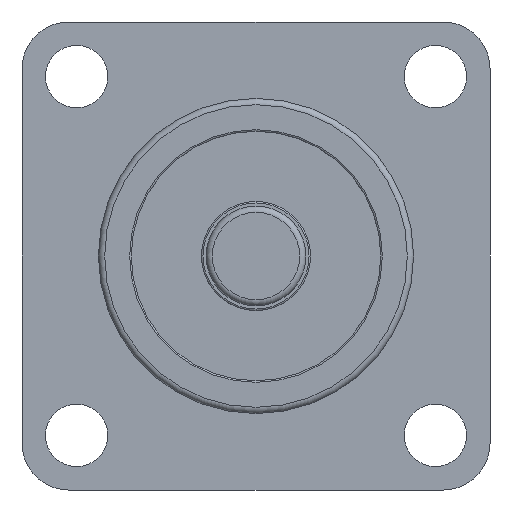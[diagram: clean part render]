
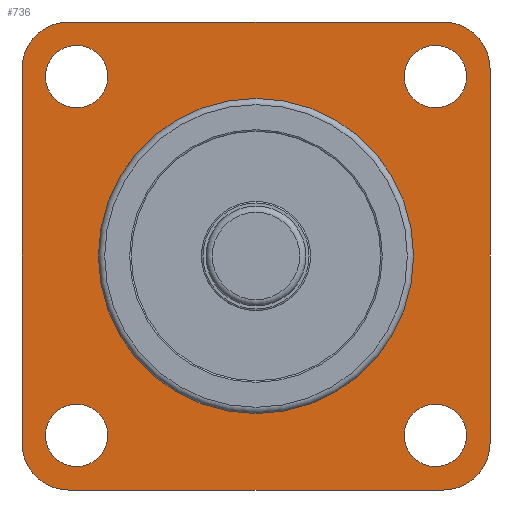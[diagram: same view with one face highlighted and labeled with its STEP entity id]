
A CAD part, front view. The second image highlights one B-rep face of the part: STEP entity #736.
In plain terms, the highlighted planar face has unit normal (0, -1, 0).
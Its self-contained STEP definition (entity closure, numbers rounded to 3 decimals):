
#34=CARTESIAN_POINT('',(0.,13.5,-9.));
#35=VERTEX_POINT('',#34);
#42=CARTESIAN_POINT('',(-0.,13.5,9.));
#43=VERTEX_POINT('',#42);
#44=CARTESIAN_POINT('',(0.,13.5,0.));
#45=DIRECTION('',(-0.,-1.,-0.));
#46=DIRECTION('',(0.,-0.,1.));
#47=AXIS2_PLACEMENT_3D('',#44,#45,#46);
#48=CIRCLE('',#47,9.);
#49=EDGE_CURVE('',#35,#43,#48,.T.);
#51=CARTESIAN_POINT('',(0.,13.5,0.));
#52=DIRECTION('',(-0.,-1.,-0.));
#53=DIRECTION('',(0.,-0.,1.));
#54=AXIS2_PLACEMENT_3D('',#51,#52,#53);
#55=CIRCLE('',#54,9.);
#56=EDGE_CURVE('',#43,#35,#55,.T.);
#494=CARTESIAN_POINT('',(-15.,13.5,12.));
#495=VERTEX_POINT('',#494);
#496=CARTESIAN_POINT('',(-15.,13.5,-12.));
#497=VERTEX_POINT('',#496);
#498=CARTESIAN_POINT('',(-15.,13.5,12.));
#499=DIRECTION('',(-0.,0.,-1.));
#500=VECTOR('',#499,24.);
#501=LINE('',#498,#500);
#502=EDGE_CURVE('',#495,#497,#501,.T.);
#544=CARTESIAN_POINT('',(-12.,13.5,15.));
#545=VERTEX_POINT('',#544);
#552=CARTESIAN_POINT('',(12.,13.5,15.));
#553=VERTEX_POINT('',#552);
#554=CARTESIAN_POINT('',(12.,13.5,15.));
#555=DIRECTION('',(-1.,0.,0.));
#556=VECTOR('',#555,24.);
#557=LINE('',#554,#556);
#558=EDGE_CURVE('',#553,#545,#557,.T.);
#584=CARTESIAN_POINT('',(15.,13.5,12.));
#585=VERTEX_POINT('',#584);
#592=CARTESIAN_POINT('',(15.,13.5,-12.));
#593=VERTEX_POINT('',#592);
#594=CARTESIAN_POINT('',(15.,13.5,-12.));
#595=DIRECTION('',(0.,0.,1.));
#596=VECTOR('',#595,24.);
#597=LINE('',#594,#596);
#598=EDGE_CURVE('',#593,#585,#597,.T.);
#624=CARTESIAN_POINT('',(12.,13.5,-15.));
#625=VERTEX_POINT('',#624);
#632=CARTESIAN_POINT('',(-12.,13.5,-15.));
#633=VERTEX_POINT('',#632);
#634=CARTESIAN_POINT('',(-12.,13.5,-15.));
#635=DIRECTION('',(1.,0.,-0.));
#636=VECTOR('',#635,24.);
#637=LINE('',#634,#636);
#638=EDGE_CURVE('',#633,#625,#637,.T.);
#649=CARTESIAN_POINT('',(0.,13.5,0.));
#650=DIRECTION('',(0.,1.,0.));
#651=DIRECTION('',(-1.,0.,0.));
#652=AXIS2_PLACEMENT_3D('',#649,#650,#651);
#653=PLANE('',#652);
#654=CARTESIAN_POINT('',(-11.5,13.5,13.5));
#655=VERTEX_POINT('',#654);
#656=CARTESIAN_POINT('',(-11.5,13.5,11.5));
#657=DIRECTION('',(0.,1.,0.));
#658=DIRECTION('',(0.,-0.,1.));
#659=AXIS2_PLACEMENT_3D('',#656,#657,#658);
#660=CIRCLE('',#659,2.);
#661=EDGE_CURVE('',#655,#655,#660,.T.);
#662=ORIENTED_EDGE('',*,*,#661,.T.);
#663=EDGE_LOOP('',(#662));
#664=FACE_BOUND('',#663,.T.);
#665=CARTESIAN_POINT('',(-11.5,13.5,-9.5));
#666=VERTEX_POINT('',#665);
#667=CARTESIAN_POINT('',(-11.5,13.5,-11.5));
#668=DIRECTION('',(0.,1.,0.));
#669=DIRECTION('',(0.,-0.,1.));
#670=AXIS2_PLACEMENT_3D('',#667,#668,#669);
#671=CIRCLE('',#670,2.);
#672=EDGE_CURVE('',#666,#666,#671,.T.);
#673=ORIENTED_EDGE('',*,*,#672,.T.);
#674=EDGE_LOOP('',(#673));
#675=FACE_BOUND('',#674,.T.);
#676=CARTESIAN_POINT('',(11.5,13.5,-9.5));
#677=VERTEX_POINT('',#676);
#678=CARTESIAN_POINT('',(11.5,13.5,-11.5));
#679=DIRECTION('',(0.,1.,0.));
#680=DIRECTION('',(0.,-0.,1.));
#681=AXIS2_PLACEMENT_3D('',#678,#679,#680);
#682=CIRCLE('',#681,2.);
#683=EDGE_CURVE('',#677,#677,#682,.T.);
#684=ORIENTED_EDGE('',*,*,#683,.T.);
#685=EDGE_LOOP('',(#684));
#686=FACE_BOUND('',#685,.T.);
#687=CARTESIAN_POINT('',(11.5,13.5,13.5));
#688=VERTEX_POINT('',#687);
#689=CARTESIAN_POINT('',(11.5,13.5,11.5));
#690=DIRECTION('',(0.,1.,0.));
#691=DIRECTION('',(0.,-0.,1.));
#692=AXIS2_PLACEMENT_3D('',#689,#690,#691);
#693=CIRCLE('',#692,2.);
#694=EDGE_CURVE('',#688,#688,#693,.T.);
#695=ORIENTED_EDGE('',*,*,#694,.T.);
#696=EDGE_LOOP('',(#695));
#697=FACE_BOUND('',#696,.T.);
#698=ORIENTED_EDGE('',*,*,#558,.T.);
#699=CARTESIAN_POINT('',(-12.,13.5,12.));
#700=DIRECTION('',(-0.,-1.,-0.));
#701=DIRECTION('',(0.,-0.,1.));
#702=AXIS2_PLACEMENT_3D('',#699,#700,#701);
#703=CIRCLE('',#702,3.);
#704=EDGE_CURVE('',#545,#495,#703,.T.);
#705=ORIENTED_EDGE('',*,*,#704,.T.);
#706=ORIENTED_EDGE('',*,*,#502,.T.);
#707=CARTESIAN_POINT('',(-12.,13.5,-12.));
#708=DIRECTION('',(-0.,-1.,-0.));
#709=DIRECTION('',(0.,-0.,1.));
#710=AXIS2_PLACEMENT_3D('',#707,#708,#709);
#711=CIRCLE('',#710,3.);
#712=EDGE_CURVE('',#497,#633,#711,.T.);
#713=ORIENTED_EDGE('',*,*,#712,.T.);
#714=ORIENTED_EDGE('',*,*,#638,.T.);
#715=CARTESIAN_POINT('',(12.,13.5,-12.));
#716=DIRECTION('',(-0.,-1.,-0.));
#717=DIRECTION('',(0.,-0.,1.));
#718=AXIS2_PLACEMENT_3D('',#715,#716,#717);
#719=CIRCLE('',#718,3.);
#720=EDGE_CURVE('',#625,#593,#719,.T.);
#721=ORIENTED_EDGE('',*,*,#720,.T.);
#722=ORIENTED_EDGE('',*,*,#598,.T.);
#723=CARTESIAN_POINT('',(12.,13.5,12.));
#724=DIRECTION('',(-0.,-1.,-0.));
#725=DIRECTION('',(0.,-0.,1.));
#726=AXIS2_PLACEMENT_3D('',#723,#724,#725);
#727=CIRCLE('',#726,3.);
#728=EDGE_CURVE('',#585,#553,#727,.T.);
#729=ORIENTED_EDGE('',*,*,#728,.T.);
#730=EDGE_LOOP('',(#698,#705,#706,#713,#714,#721,#722,#729));
#731=FACE_BOUND('',#730,.T.);
#732=ORIENTED_EDGE('',*,*,#49,.F.);
#733=ORIENTED_EDGE('',*,*,#56,.F.);
#734=EDGE_LOOP('',(#732,#733));
#735=FACE_BOUND('',#734,.T.);
#736=ADVANCED_FACE('',(#664,#675,#686,#697,#731,#735),#653,.F.);
